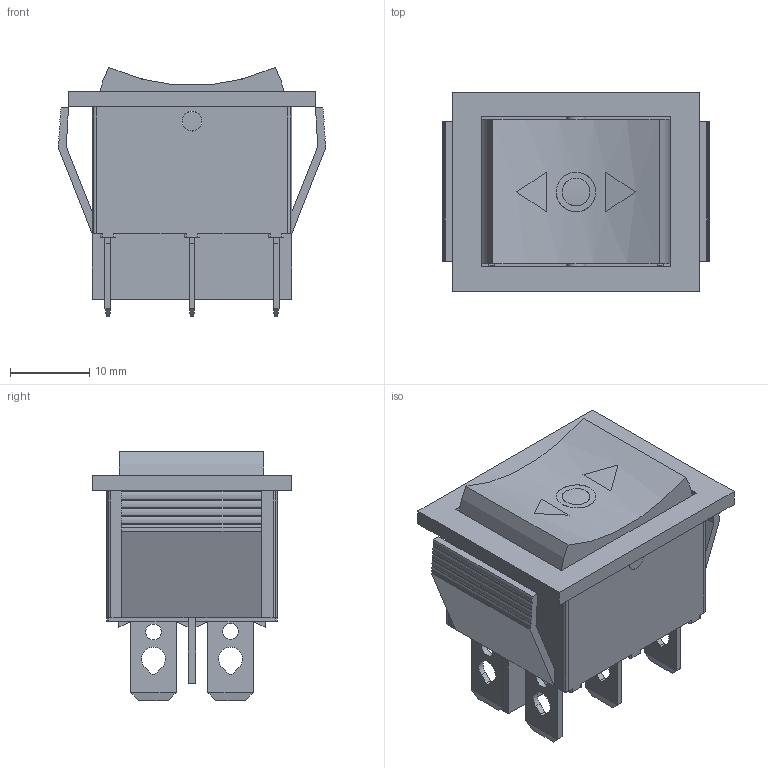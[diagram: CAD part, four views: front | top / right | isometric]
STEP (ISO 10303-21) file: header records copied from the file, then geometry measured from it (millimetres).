
FILE_DESCRIPTION (( 'STEP AP214' ), '1' );
FILE_NAME ('EL90122--STD--Rocker Switch C1570ALMBB730W.step', '2025-05-21T10:17:06', ( '' ), ( '' ), 'SwSTEP 2.0', 'SolidWorks 2025', '' );
FILE_SCHEMA (( 'AUTOMOTIVE_DESIGN' ));
Length unit declared in the file: millimetre
Products named in the file (1): EL90122--STD--Rocker Switch C1570ALMBB730W
Bounding box: 33.83 x 25.25 x 31.5 mm (x, y, z)
Volume: 7165.2 mm3; surface area: 9464.7 mm2
Topology: 24 solids, 24 shells, 318 faces, 760 edges, 496 vertices
Faces by surface type: plane 235, cylinder 83
Entity records: 13164 total; most frequent: CARTESIAN_POINT 1869, DIRECTION 1532, ORIENTED_EDGE 1520, EDGE_CURVE 760, LINE 594, VECTOR 594, VERTEX_POINT 496, AXIS2_PLACEMENT_3D 469
